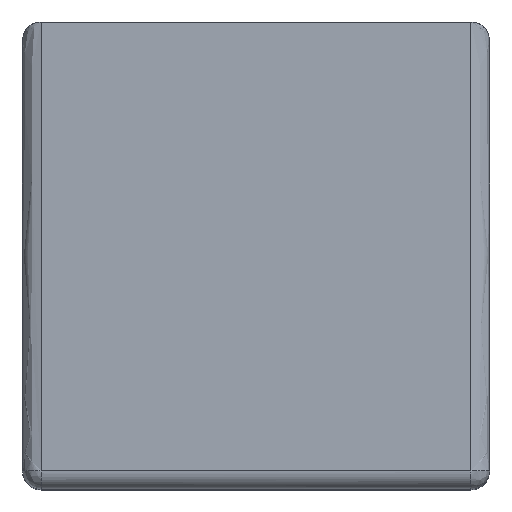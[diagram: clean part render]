
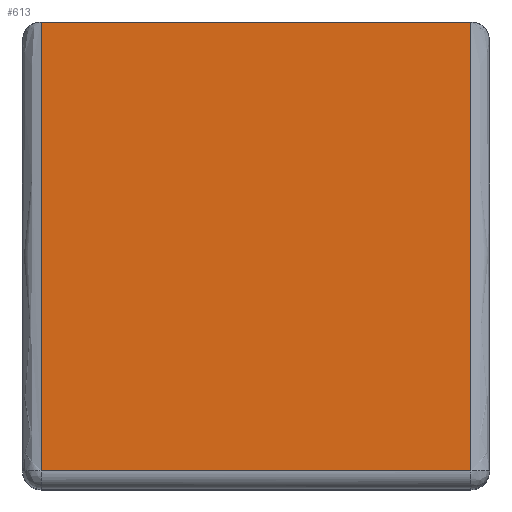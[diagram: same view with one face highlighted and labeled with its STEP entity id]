
A CAD part, top view. The second image highlights one B-rep face of the part: STEP entity #613.
In plain terms, the highlighted free-form (B-spline) face has degree [1, 1] with [2, 2] control points.
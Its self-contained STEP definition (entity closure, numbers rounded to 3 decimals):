
#166 = VERTEX_POINT('', #167);
#167 = CARTESIAN_POINT('', (4., 100., 100.));
#242 = EDGE_CURVE('', #243, #245, #247, .T.);
#243 = VERTEX_POINT('', #244);
#244 = CARTESIAN_POINT('', (4., 4., 100.));
#245 = VERTEX_POINT('', #246);
#246 = CARTESIAN_POINT('', (96., 4., 100.));
#247 = B_SPLINE_CURVE_WITH_KNOTS('', 1, (#248, #249), .UNSPECIFIED., .F., .U., (2, 2), (0., 1.), .UNSPECIFIED.);
#248 = CARTESIAN_POINT('', (4., 4., 100.));
#249 = CARTESIAN_POINT('', (96., 4., 100.));
#366 = EDGE_CURVE('', #243, #166, #367, .T.);
#367 = B_SPLINE_CURVE_WITH_KNOTS('', 1, (#368, #369), .UNSPECIFIED., .F., .U., (2, 2), (0., 0.667), .UNSPECIFIED.);
#368 = CARTESIAN_POINT('', (4., 4., 100.));
#369 = CARTESIAN_POINT('', (4., 100., 100.));
#482 = EDGE_CURVE('', #245, #483, #485, .T.);
#483 = VERTEX_POINT('', #484);
#484 = CARTESIAN_POINT('', (96., 100., 100.));
#485 = B_SPLINE_CURVE_WITH_KNOTS('', 1, (#486, #487), .UNSPECIFIED., .F., .U., (2, 2), (0., 0.667), .UNSPECIFIED.);
#486 = CARTESIAN_POINT('', (96., 4., 100.));
#487 = CARTESIAN_POINT('', (96., 100., 100.));
#613 = ADVANCED_FACE('', (#614), #624, .T.);
#614 = FACE_OUTER_BOUND('', #615, .T.);
#615 = EDGE_LOOP('', (#616, #617, #618, #619));
#616 = ORIENTED_EDGE('', *, *, #366, .F.);
#617 = ORIENTED_EDGE('', *, *, #242, .T.);
#618 = ORIENTED_EDGE('', *, *, #482, .T.);
#619 = ORIENTED_EDGE('', *, *, #620, .F.);
#620 = EDGE_CURVE('', #166, #483, #621, .T.);
#621 = B_SPLINE_CURVE_WITH_KNOTS('', 1, (#622, #623), .UNSPECIFIED., .F., .U., (2, 2), (4., 96.), .UNSPECIFIED.);
#622 = CARTESIAN_POINT('', (4., 100., 100.));
#623 = CARTESIAN_POINT('', (96., 100., 100.));
#624 = B_SPLINE_SURFACE_WITH_KNOTS('', 1, 1, ((#625, #626), (#627, #628)), .UNSPECIFIED., .F., .F., .U., (2, 2), (2, 2), (4., 96.), (4., 100.), .UNSPECIFIED.);
#625 = CARTESIAN_POINT('', (4., 4., 100.));
#626 = CARTESIAN_POINT('', (4., 100., 100.));
#627 = CARTESIAN_POINT('', (96., 4., 100.));
#628 = CARTESIAN_POINT('', (96., 100., 100.));
